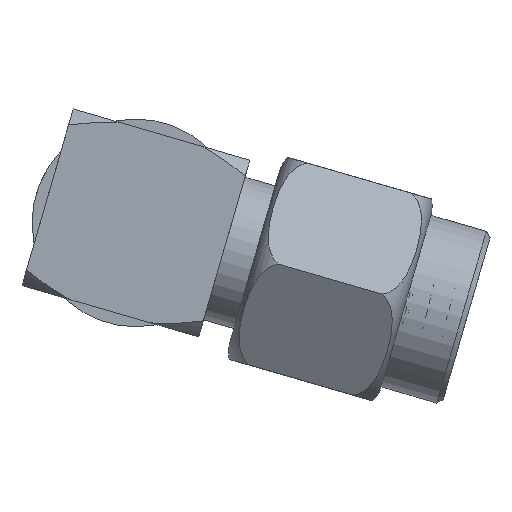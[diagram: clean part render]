
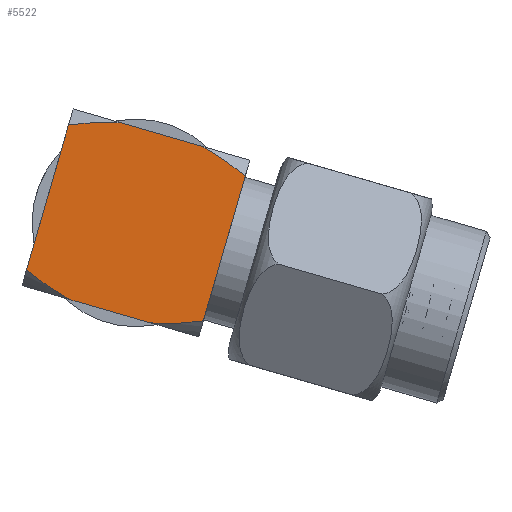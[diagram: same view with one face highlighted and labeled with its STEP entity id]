
A CAD part, front view. The second image highlights one B-rep face of the part: STEP entity #5522.
In plain terms, the highlighted planar face has unit normal (0, -1, 0).
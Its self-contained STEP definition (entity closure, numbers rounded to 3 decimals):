
#25 = B_SPLINE_CURVE_WITH_KNOTS ( 'NONE', 3,
 ( #4082, #187, #5032, #1023 ),
 .UNSPECIFIED., .F., .F.,
 ( 4, 4 ),
 ( 0., 1. ),
 .UNSPECIFIED. ) ;
#60 = CARTESIAN_POINT ( 'NONE',  ( -2.565, -24.4, 3.728 ) ) ;
#187 = CARTESIAN_POINT ( 'NONE',  ( 1.259, -24.4, -3.851 ) ) ;
#222 = B_SPLINE_CURVE_WITH_KNOTS ( 'NONE', 3,
 ( #2765, #4069, #3226, #3164 ),
 .UNSPECIFIED., .F., .F.,
 ( 4, 4 ),
 ( 0., 1. ),
 .UNSPECIFIED. ) ;
#223 = VERTEX_POINT ( 'NONE', #5181 ) ;
#361 = CARTESIAN_POINT ( 'NONE',  ( -0.564, -24.4, 3.807 ) ) ;
#426 = CARTESIAN_POINT ( 'NONE',  ( -1.926, -24.4, 3.825 ) ) ;
#460 = CARTESIAN_POINT ( 'NONE',  ( -0.564, -24.4, 3.807 ) ) ;
#505 = LINE ( 'NONE', #2088, #713 ) ;
#568 = CARTESIAN_POINT ( 'NONE',  ( -2.389, -24.4, 4.335 ) ) ;
#595 = VECTOR ( 'NONE', #3172, 1000. ) ;
#713 = VECTOR ( 'NONE', #2995, 1000. ) ;
#1000 = LINE ( 'NONE', #1083, #2146 ) ;
#1023 = CARTESIAN_POINT ( 'NONE',  ( 2.565, -24.4, -3.728 ) ) ;
#1083 = CARTESIAN_POINT ( 'NONE',  ( -2.389, -24.4, 4.335 ) ) ;
#1153 = CARTESIAN_POINT ( 'NONE',  ( -4.159, -24.4, -1.781 ) ) ;
#1312 = AXIS2_PLACEMENT_3D ( 'NONE', #568, #1852, #3681 ) ;
#1655 = VERTEX_POINT ( 'NONE', #1694 ) ;
#1694 = CARTESIAN_POINT ( 'NONE',  ( 2.51, -24.4, 2.917 ) ) ;
#1710 = CARTESIAN_POINT ( 'NONE',  ( -2.389, -24.4, 4.335 ) ) ;
#1765 = CARTESIAN_POINT ( 'NONE',  ( -4.159, -24.4, -1.781 ) ) ;
#1780 = CARTESIAN_POINT ( 'NONE',  ( -3.671, -24.4, -2.205 ) ) ;
#1797 = EDGE_CURVE ( 'NONE', #5636, #1655, #222, .T. ) ;
#1852 = DIRECTION ( 'NONE',  ( 0., -1., 0. ) ) ;
#1895 = VERTEX_POINT ( 'NONE', #2790 ) ;
#2024 = ORIENTED_EDGE ( 'NONE', *, *, #2577, .T. ) ;
#2043 = VECTOR ( 'NONE', #3467, 1000. ) ;
#2088 = CARTESIAN_POINT ( 'NONE',  ( -4.335, -24.4, -2.389 ) ) ;
#2146 = VECTOR ( 'NONE', #3746, 1000. ) ;
#2279 = ORIENTED_EDGE ( 'NONE', *, *, #1797, .T. ) ;
#2301 = EDGE_CURVE ( 'NONE', #4783, #3694, #5312, .T. ) ;
#2440 = EDGE_LOOP ( 'NONE', ( #3666, #2279, #4990, #4503, #3973, #4495, #3351, #2024 ) ) ;
#2577 = EDGE_CURVE ( 'NONE', #1895, #3120, #25, .T. ) ;
#2663 = PLANE ( 'NONE',  #1312 ) ;
#2682 = EDGE_CURVE ( 'NONE', #3694, #4672, #1000, .T. ) ;
#2765 = CARTESIAN_POINT ( 'NONE',  ( 4.159, -24.4, 1.781 ) ) ;
#2790 = CARTESIAN_POINT ( 'NONE',  ( 0.564, -24.4, -3.807 ) ) ;
#2916 = EDGE_CURVE ( 'NONE', #4672, #223, #4384, .T. ) ;
#2995 = DIRECTION ( 'NONE',  ( 0.961, 0., -0.278 ) ) ;
#3033 = CARTESIAN_POINT ( 'NONE',  ( -1.259, -24.4, 3.851 ) ) ;
#3114 = CARTESIAN_POINT ( 'NONE',  ( -2.565, -24.4, 3.728 ) ) ;
#3120 = VERTEX_POINT ( 'NONE', #3555 ) ;
#3164 = CARTESIAN_POINT ( 'NONE',  ( 2.51, -24.4, 2.917 ) ) ;
#3172 = DIRECTION ( 'NONE',  ( -0.278, 0., -0.961 ) ) ;
#3226 = CARTESIAN_POINT ( 'NONE',  ( 3.122, -24.4, 2.584 ) ) ;
#3351 = ORIENTED_EDGE ( 'NONE', *, *, #4166, .T. ) ;
#3467 = DIRECTION ( 'NONE',  ( 0.961, 0., -0.278 ) ) ;
#3555 = CARTESIAN_POINT ( 'NONE',  ( 2.565, -24.4, -3.728 ) ) ;
#3666 = ORIENTED_EDGE ( 'NONE', *, *, #5567, .F. ) ;
#3681 = DIRECTION ( 'NONE',  ( -0.278, 0., -0.961 ) ) ;
#3694 = VERTEX_POINT ( 'NONE', #60 ) ;
#3746 = DIRECTION ( 'NONE',  ( -0.278, 0., -0.961 ) ) ;
#3774 = LINE ( 'NONE', #1710, #2043 ) ;
#3875 = CARTESIAN_POINT ( 'NONE',  ( -2.51, -24.4, -2.917 ) ) ;
#3973 = ORIENTED_EDGE ( 'NONE', *, *, #2682, .T. ) ;
#4040 = CARTESIAN_POINT ( 'NONE',  ( 4.335, -24.4, 2.389 ) ) ;
#4069 = CARTESIAN_POINT ( 'NONE',  ( 3.671, -24.4, 2.205 ) ) ;
#4082 = CARTESIAN_POINT ( 'NONE',  ( 0.564, -24.4, -3.807 ) ) ;
#4166 = EDGE_CURVE ( 'NONE', #223, #1895, #505, .T. ) ;
#4384 = B_SPLINE_CURVE_WITH_KNOTS ( 'NONE', 3,
 ( #1765, #1780, #4835, #3875 ),
 .UNSPECIFIED., .F., .F.,
 ( 4, 4 ),
 ( 0., 1. ),
 .UNSPECIFIED. ) ;
#4495 = ORIENTED_EDGE ( 'NONE', *, *, #2916, .T. ) ;
#4503 = ORIENTED_EDGE ( 'NONE', *, *, #2301, .T. ) ;
#4672 = VERTEX_POINT ( 'NONE', #1153 ) ;
#4712 = EDGE_CURVE ( 'NONE', #4783, #1655, #3774, .T. ) ;
#4775 = LINE ( 'NONE', #4040, #595 ) ;
#4783 = VERTEX_POINT ( 'NONE', #361 ) ;
#4835 = CARTESIAN_POINT ( 'NONE',  ( -3.122, -24.4, -2.584 ) ) ;
#4990 = ORIENTED_EDGE ( 'NONE', *, *, #4712, .F. ) ;
#5032 = CARTESIAN_POINT ( 'NONE',  ( 1.926, -24.4, -3.825 ) ) ;
#5110 = CARTESIAN_POINT ( 'NONE',  ( 4.159, -24.4, 1.781 ) ) ;
#5181 = CARTESIAN_POINT ( 'NONE',  ( -2.51, -24.4, -2.917 ) ) ;
#5263 = FACE_OUTER_BOUND ( 'NONE', #2440, .T. ) ;
#5312 = B_SPLINE_CURVE_WITH_KNOTS ( 'NONE', 3,
 ( #460, #3033, #426, #3114 ),
 .UNSPECIFIED., .F., .F.,
 ( 4, 4 ),
 ( 0., 1. ),
 .UNSPECIFIED. ) ;
#5522 = ADVANCED_FACE ( 'NONE', ( #5263 ), #2663, .T. ) ;
#5567 = EDGE_CURVE ( 'NONE', #5636, #3120, #4775, .T. ) ;
#5636 = VERTEX_POINT ( 'NONE', #5110 ) ;
